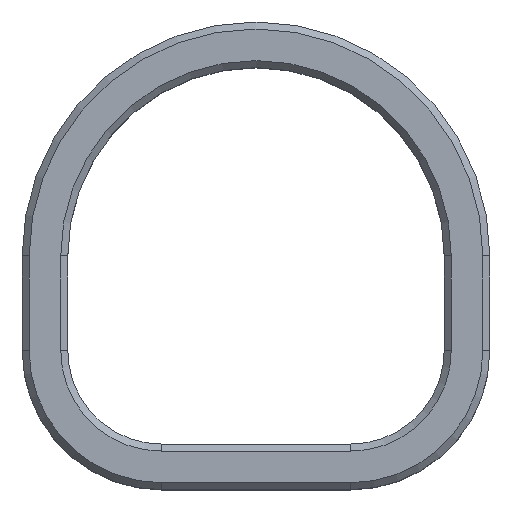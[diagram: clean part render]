
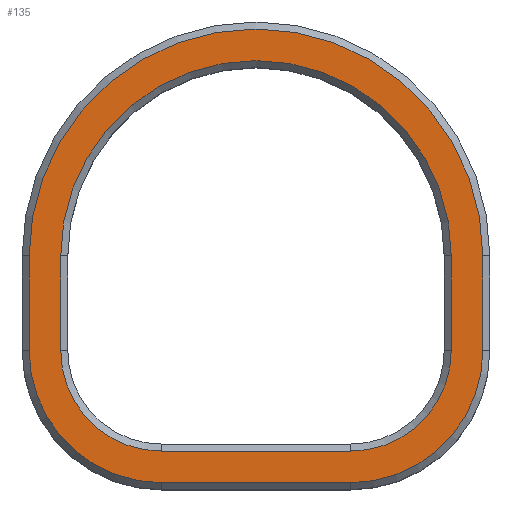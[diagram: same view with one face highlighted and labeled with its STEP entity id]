
A CAD part, top view. The second image highlights one B-rep face of the part: STEP entity #135.
In plain terms, the highlighted planar face has unit normal (0, 0, 1).
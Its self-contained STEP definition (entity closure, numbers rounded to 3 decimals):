
#10 = LINE ( 'NONE', #205, #547 ) ;
#14 = LINE ( 'NONE', #151, #1375 ) ;
#36 = EDGE_CURVE ( 'NONE', #590, #848, #14, .T. ) ;
#43 = VERTEX_POINT ( 'NONE', #1335 ) ;
#49 = DIRECTION ( 'NONE',  ( 0., 0., -1. ) ) ;
#54 = CIRCLE ( 'NONE', #762, 5.65 ) ;
#74 = FACE_BOUND ( 'NONE', #640, .T. ) ;
#82 = CARTESIAN_POINT ( 'NONE',  ( -4.05, -9.7, 8. ) ) ;
#112 = EDGE_CURVE ( 'NONE', #130, #43, #759, .T. ) ;
#123 = LINE ( 'NONE', #1011, #1239 ) ;
#130 = VERTEX_POINT ( 'NONE', #1043 ) ;
#135 = ADVANCED_FACE ( 'NONE', ( #690, #74 ), #593, .T. ) ;
#150 = EDGE_CURVE ( 'NONE', #1021, #389, #1208, .T. ) ;
#151 = CARTESIAN_POINT ( 'NONE',  ( -9.7, -4.05, 8. ) ) ;
#168 = CARTESIAN_POINT ( 'NONE',  ( 8.35, 0., 8. ) ) ;
#176 = CARTESIAN_POINT ( 'NONE',  ( -4.05, -4.05, 8. ) ) ;
#196 = VERTEX_POINT ( 'NONE', #718 ) ;
#205 = CARTESIAN_POINT ( 'NONE',  ( 0., -8.35, 8. ) ) ;
#207 = DIRECTION ( 'NONE',  ( 0., 0., -1. ) ) ;
#249 = VERTEX_POINT ( 'NONE', #82 ) ;
#254 = DIRECTION ( 'NONE',  ( 0., -1., 0. ) ) ;
#272 = VECTOR ( 'NONE', #978, 1000. ) ;
#300 = ORIENTED_EDGE ( 'NONE', *, *, #428, .T. ) ;
#350 = VECTOR ( 'NONE', #1113, 1000. ) ;
#382 = CIRCLE ( 'NONE', #1341, 4.3 ) ;
#389 = VERTEX_POINT ( 'NONE', #737 ) ;
#390 = CARTESIAN_POINT ( 'NONE',  ( 0., 0., 8. ) ) ;
#392 = CARTESIAN_POINT ( 'NONE',  ( 4.05, -4.05, 8. ) ) ;
#393 = DIRECTION ( 'NONE',  ( 1., 0., 0. ) ) ;
#409 = VERTEX_POINT ( 'NONE', #431 ) ;
#422 = ORIENTED_EDGE ( 'NONE', *, *, #36, .T. ) ;
#428 = EDGE_CURVE ( 'NONE', #389, #587, #382, .T. ) ;
#431 = CARTESIAN_POINT ( 'NONE',  ( 4.05, -9.7, 8. ) ) ;
#436 = CIRCLE ( 'NONE', #977, 5.65 ) ;
#456 = VERTEX_POINT ( 'NONE', #872 ) ;
#460 = DIRECTION ( 'NONE',  ( 1., 0., 0. ) ) ;
#474 = ORIENTED_EDGE ( 'NONE', *, *, #559, .T. ) ;
#494 = EDGE_CURVE ( 'NONE', #848, #249, #436, .T. ) ;
#507 = ORIENTED_EDGE ( 'NONE', *, *, #960, .T. ) ;
#521 = ORIENTED_EDGE ( 'NONE', *, *, #1061, .T. ) ;
#547 = VECTOR ( 'NONE', #766, 1000. ) ;
#559 = EDGE_CURVE ( 'NONE', #43, #196, #568, .T. ) ;
#568 = LINE ( 'NONE', #1105, #350 ) ;
#573 = ORIENTED_EDGE ( 'NONE', *, *, #854, .T. ) ;
#587 = VERTEX_POINT ( 'NONE', #787 ) ;
#590 = VERTEX_POINT ( 'NONE', #1224 ) ;
#593 = PLANE ( 'NONE',  #1055 ) ;
#610 = DIRECTION ( 'NONE',  ( 0., -1., 0. ) ) ;
#631 = EDGE_CURVE ( 'NONE', #456, #1006, #123, .T. ) ;
#640 = EDGE_LOOP ( 'NONE', ( #957, #300, #507, #867, #474, #1376 ) ) ;
#667 = CARTESIAN_POINT ( 'NONE',  ( 0., 0., 8. ) ) ;
#679 = DIRECTION ( 'NONE',  ( 1., 0., 0. ) ) ;
#689 = DIRECTION ( 'NONE',  ( 1., 0., 0. ) ) ;
#690 = FACE_OUTER_BOUND ( 'NONE', #1038, .T. ) ;
#697 = EDGE_CURVE ( 'NONE', #409, #456, #54, .T. ) ;
#703 = LINE ( 'NONE', #1191, #272 ) ;
#718 = CARTESIAN_POINT ( 'NONE',  ( -8.35, 0., 8. ) ) ;
#737 = CARTESIAN_POINT ( 'NONE',  ( 8.35, -4.05, 8. ) ) ;
#756 = CARTESIAN_POINT ( 'NONE',  ( 4.05, -4.05, 8. ) ) ;
#759 = CIRCLE ( 'NONE', #1365, 4.3 ) ;
#762 = AXIS2_PLACEMENT_3D ( 'NONE', #392, #941, #1157 ) ;
#766 = DIRECTION ( 'NONE',  ( -1., 0., 0. ) ) ;
#787 = CARTESIAN_POINT ( 'NONE',  ( 4.05, -8.35, 8. ) ) ;
#797 = ORIENTED_EDGE ( 'NONE', *, *, #697, .T. ) ;
#800 = DIRECTION ( 'NONE',  ( 0., 0., 1. ) ) ;
#848 = VERTEX_POINT ( 'NONE', #1413 ) ;
#854 = EDGE_CURVE ( 'NONE', #249, #409, #703, .T. ) ;
#867 = ORIENTED_EDGE ( 'NONE', *, *, #112, .T. ) ;
#872 = CARTESIAN_POINT ( 'NONE',  ( 9.7, -4.05, 8. ) ) ;
#890 = CARTESIAN_POINT ( 'NONE',  ( -4.05, -4.05, 8. ) ) ;
#906 = CARTESIAN_POINT ( 'NONE',  ( 0., 0., 8. ) ) ;
#914 = VECTOR ( 'NONE', #610, 1000. ) ;
#941 = DIRECTION ( 'NONE',  ( 0., 0., 1. ) ) ;
#957 = ORIENTED_EDGE ( 'NONE', *, *, #150, .T. ) ;
#960 = EDGE_CURVE ( 'NONE', #587, #130, #10, .T. ) ;
#977 = AXIS2_PLACEMENT_3D ( 'NONE', #890, #1230, #460 ) ;
#978 = DIRECTION ( 'NONE',  ( 1., 0., 0. ) ) ;
#1006 = VERTEX_POINT ( 'NONE', #1089 ) ;
#1011 = CARTESIAN_POINT ( 'NONE',  ( 9.7, 0., 8. ) ) ;
#1013 = CIRCLE ( 'NONE', #1401, 8.35 ) ;
#1021 = VERTEX_POINT ( 'NONE', #1117 ) ;
#1030 = EDGE_CURVE ( 'NONE', #196, #1021, #1013, .T. ) ;
#1038 = EDGE_LOOP ( 'NONE', ( #1360, #573, #797, #1243, #521, #422 ) ) ;
#1043 = CARTESIAN_POINT ( 'NONE',  ( -4.05, -8.35, 8. ) ) ;
#1055 = AXIS2_PLACEMENT_3D ( 'NONE', #390, #1366, #393 ) ;
#1061 = EDGE_CURVE ( 'NONE', #1006, #590, #1081, .T. ) ;
#1081 = CIRCLE ( 'NONE', #1128, 9.7 ) ;
#1089 = CARTESIAN_POINT ( 'NONE',  ( 9.7, 0., 8. ) ) ;
#1105 = CARTESIAN_POINT ( 'NONE',  ( -8.35, 0., 8. ) ) ;
#1113 = DIRECTION ( 'NONE',  ( 0., 1., 0. ) ) ;
#1117 = CARTESIAN_POINT ( 'NONE',  ( 8.35, 0., 8. ) ) ;
#1128 = AXIS2_PLACEMENT_3D ( 'NONE', #906, #800, #689 ) ;
#1157 = DIRECTION ( 'NONE',  ( 1., 0., 0. ) ) ;
#1191 = CARTESIAN_POINT ( 'NONE',  ( 4.05, -9.7, 8. ) ) ;
#1200 = DIRECTION ( 'NONE',  ( 1., 0., 0. ) ) ;
#1208 = LINE ( 'NONE', #168, #914 ) ;
#1223 = DIRECTION ( 'NONE',  ( 0., 0., -1. ) ) ;
#1224 = CARTESIAN_POINT ( 'NONE',  ( -9.7, 0., 8. ) ) ;
#1230 = DIRECTION ( 'NONE',  ( 0., 0., 1. ) ) ;
#1233 = DIRECTION ( 'NONE',  ( 0., 1., 0. ) ) ;
#1239 = VECTOR ( 'NONE', #1233, 1000. ) ;
#1243 = ORIENTED_EDGE ( 'NONE', *, *, #631, .T. ) ;
#1248 = DIRECTION ( 'NONE',  ( 1., 0., 0. ) ) ;
#1335 = CARTESIAN_POINT ( 'NONE',  ( -8.35, -4.05, 8. ) ) ;
#1341 = AXIS2_PLACEMENT_3D ( 'NONE', #756, #207, #1200 ) ;
#1360 = ORIENTED_EDGE ( 'NONE', *, *, #494, .T. ) ;
#1365 = AXIS2_PLACEMENT_3D ( 'NONE', #176, #49, #1248 ) ;
#1366 = DIRECTION ( 'NONE',  ( 0., 0., 1. ) ) ;
#1375 = VECTOR ( 'NONE', #254, 1000. ) ;
#1376 = ORIENTED_EDGE ( 'NONE', *, *, #1030, .T. ) ;
#1401 = AXIS2_PLACEMENT_3D ( 'NONE', #667, #1223, #679 ) ;
#1413 = CARTESIAN_POINT ( 'NONE',  ( -9.7, -4.05, 8. ) ) ;
